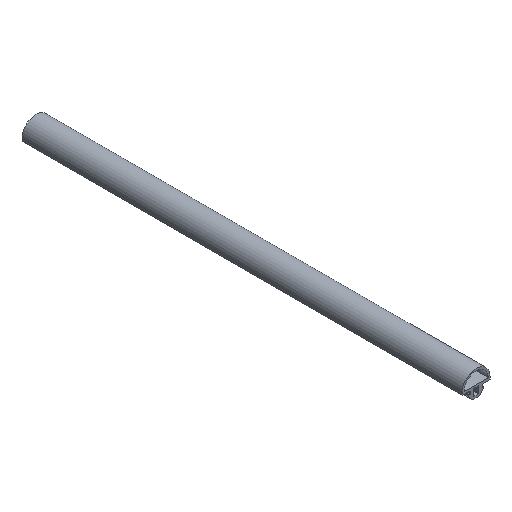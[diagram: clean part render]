
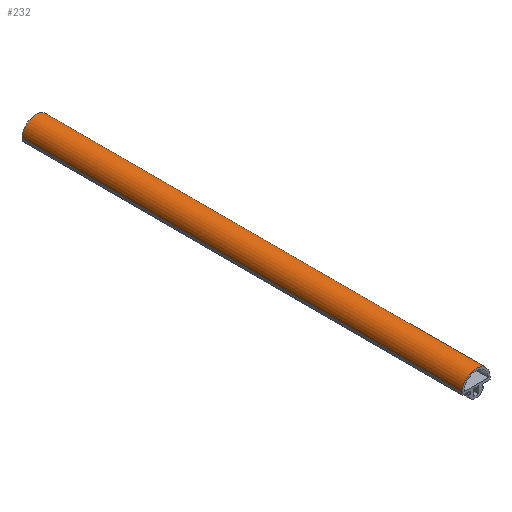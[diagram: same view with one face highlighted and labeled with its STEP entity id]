
A CAD part, isometric view. The second image highlights one B-rep face of the part: STEP entity #232.
In plain terms, the highlighted cylindrical face has radius 9.5 mm (diameter 19 mm), a partial arc.
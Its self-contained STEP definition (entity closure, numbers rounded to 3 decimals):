
#87 = AXIS2_PLACEMENT_3D ( 'NONE', #446, #431, #440 ) ;
#90 = CIRCLE ( 'NONE', #87, 9.5 ) ;
#96 = CIRCLE ( 'NONE', #111, 9.5 ) ;
#102 = AXIS2_PLACEMENT_3D ( 'NONE', #316, #336, #357 ) ;
#111 = AXIS2_PLACEMENT_3D ( 'NONE', #447, #418, #408 ) ;
#130 = VECTOR ( 'NONE', #491, 1000. ) ;
#172 = VECTOR ( 'NONE', #581, 1000. ) ;
#232 = ADVANCED_FACE ( 'NONE', ( #358 ), #335, .T. ) ;
#257 = EDGE_CURVE ( 'NONE', #739, #703, #90, .T. ) ;
#264 = EDGE_CURVE ( 'NONE', #682, #707, #96, .T. ) ;
#285 = EDGE_CURVE ( 'NONE', #703, #707, #482, .T. ) ;
#308 = EDGE_CURVE ( 'NONE', #739, #682, #586, .T. ) ;
#316 = CARTESIAN_POINT ( 'NONE',  ( 0., 1.5, -300. ) ) ;
#335 = CYLINDRICAL_SURFACE ( 'NONE', #102, 9.5 ) ;
#336 = DIRECTION ( 'NONE',  ( 0., 0., 1. ) ) ;
#357 = DIRECTION ( 'NONE',  ( 1., 0., 0. ) ) ;
#358 = FACE_OUTER_BOUND ( 'NONE', #771, .T. ) ;
#408 = DIRECTION ( 'NONE',  ( 1., 0., 0. ) ) ;
#418 = DIRECTION ( 'NONE',  ( 0., 0., 1. ) ) ;
#431 = DIRECTION ( 'NONE',  ( 0., 0., 1. ) ) ;
#440 = DIRECTION ( 'NONE',  ( 1., 0., 0. ) ) ;
#446 = CARTESIAN_POINT ( 'NONE',  ( 0., 1.5, -300. ) ) ;
#447 = CARTESIAN_POINT ( 'NONE',  ( 0., 1.5, 0. ) ) ;
#482 = LINE ( 'NONE', #490, #130 ) ;
#490 = CARTESIAN_POINT ( 'NONE',  ( -9.5, 1.5, -300. ) ) ;
#491 = DIRECTION ( 'NONE',  ( 0., 0., 1. ) ) ;
#545 = CARTESIAN_POINT ( 'NONE',  ( 9.5, 1.5, -300. ) ) ;
#565 = CARTESIAN_POINT ( 'NONE',  ( -9.5, 1.5, -300. ) ) ;
#567 = CARTESIAN_POINT ( 'NONE',  ( 9.5, 1.5, 0. ) ) ;
#581 = DIRECTION ( 'NONE',  ( 0., 0., 1. ) ) ;
#586 = LINE ( 'NONE', #545, #172 ) ;
#590 = CARTESIAN_POINT ( 'NONE',  ( -9.5, 1.5, 0. ) ) ;
#599 = CARTESIAN_POINT ( 'NONE',  ( 9.5, 1.5, -300. ) ) ;
#682 = VERTEX_POINT ( 'NONE', #567 ) ;
#703 = VERTEX_POINT ( 'NONE', #565 ) ;
#707 = VERTEX_POINT ( 'NONE', #590 ) ;
#739 = VERTEX_POINT ( 'NONE', #599 ) ;
#771 = EDGE_LOOP ( 'NONE', ( #899, #917, #862, #846 ) ) ;
#846 = ORIENTED_EDGE ( 'NONE', *, *, #285, .T. ) ;
#862 = ORIENTED_EDGE ( 'NONE', *, *, #257, .T. ) ;
#899 = ORIENTED_EDGE ( 'NONE', *, *, #264, .F. ) ;
#917 = ORIENTED_EDGE ( 'NONE', *, *, #308, .F. ) ;
